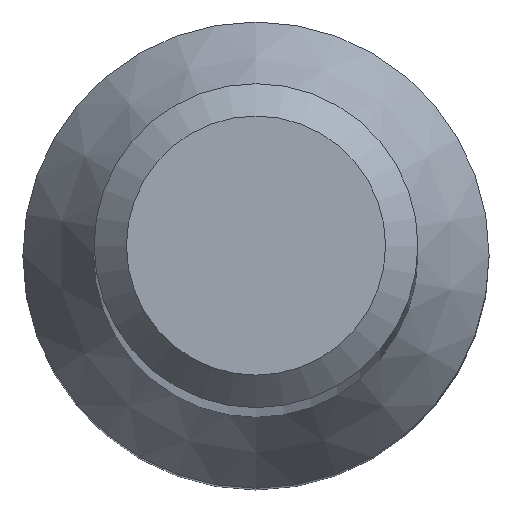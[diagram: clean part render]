
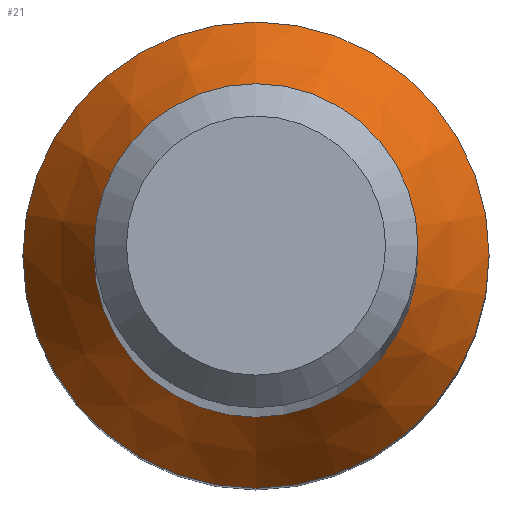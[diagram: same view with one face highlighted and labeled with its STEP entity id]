
A CAD part, top view. The second image highlights one B-rep face of the part: STEP entity #21.
In plain terms, the highlighted conical face has half-angle 30 degrees and reference radius 2.879 mm.
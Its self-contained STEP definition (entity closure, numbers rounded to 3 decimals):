
#6 = VERTEX_POINT ( 'NONE', #23 ) ;
#7 = CIRCLE ( 'NONE', #106, 2.879 ) ;
#20 = EDGE_LOOP ( 'NONE', ( #124 ) ) ;
#21 = ADVANCED_FACE ( 'NONE', ( #57, #137 ), #110, .T. ) ;
#23 = CARTESIAN_POINT ( 'NONE',  ( 0., 2.879, 12.469 ) ) ;
#41 = CARTESIAN_POINT ( 'NONE',  ( 0., 0., 12.469 ) ) ;
#47 = CARTESIAN_POINT ( 'NONE',  ( 0., 2., 13.992 ) ) ;
#51 = CIRCLE ( 'NONE', #138, 2. ) ;
#57 = FACE_BOUND ( 'NONE', #20, .T. ) ;
#106 = AXIS2_PLACEMENT_3D ( 'NONE', #220, #174, #108 ) ;
#108 = DIRECTION ( 'NONE',  ( 0., 1., 0. ) ) ;
#109 = CARTESIAN_POINT ( 'NONE',  ( 0., 0., 13.992 ) ) ;
#110 = CONICAL_SURFACE ( 'NONE', #208, 2.879, 0.524 ) ;
#116 = DIRECTION ( 'NONE',  ( 0., 1., 0. ) ) ;
#119 = DIRECTION ( 'NONE',  ( 0., 0., -1. ) ) ;
#124 = ORIENTED_EDGE ( 'NONE', *, *, #186, .T. ) ;
#137 = FACE_OUTER_BOUND ( 'NONE', #169, .T. ) ;
#138 = AXIS2_PLACEMENT_3D ( 'NONE', #109, #219, #145 ) ;
#145 = DIRECTION ( 'NONE',  ( 0., 1., 0. ) ) ;
#169 = EDGE_LOOP ( 'NONE', ( #173 ) ) ;
#173 = ORIENTED_EDGE ( 'NONE', *, *, #203, .F. ) ;
#174 = DIRECTION ( 'NONE',  ( 0., 0., -1. ) ) ;
#186 = EDGE_CURVE ( 'NONE', #214, #214, #51, .T. ) ;
#203 = EDGE_CURVE ( 'NONE', #6, #6, #7, .T. ) ;
#208 = AXIS2_PLACEMENT_3D ( 'NONE', #41, #119, #116 ) ;
#214 = VERTEX_POINT ( 'NONE', #47 ) ;
#219 = DIRECTION ( 'NONE',  ( 0., 0., -1. ) ) ;
#220 = CARTESIAN_POINT ( 'NONE',  ( 0., 0., 12.469 ) ) ;
